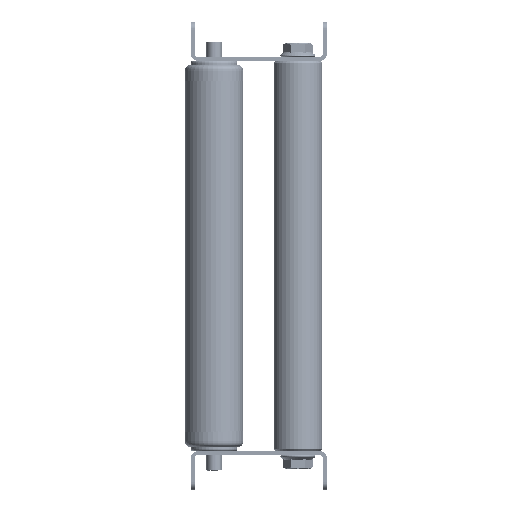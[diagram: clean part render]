
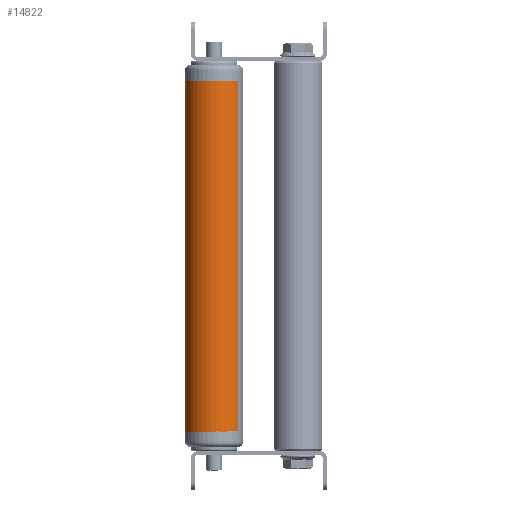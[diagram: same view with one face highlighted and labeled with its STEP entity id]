
A CAD part, left-side view. The second image highlights one B-rep face of the part: STEP entity #14822.
In plain terms, the highlighted cylindrical face has radius 15 mm (diameter 30 mm), a partial arc.
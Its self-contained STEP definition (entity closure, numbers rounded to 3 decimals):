
#1931 = DIRECTION ( 'NONE',  ( 1., 0., 0. ) ) ;
#2229 = DIRECTION ( 'NONE',  ( 1., 0., 0. ) ) ;
#2238 = VERTEX_POINT ( 'NONE', #21873 ) ;
#2607 = EDGE_CURVE ( 'NONE', #23080, #16036, #6372, .T. ) ;
#2835 = CYLINDRICAL_SURFACE ( 'NONE', #4986, 15. ) ;
#4035 = CARTESIAN_POINT ( 'NONE',  ( 180., 0., -15. ) ) ;
#4188 = LINE ( 'NONE', #4035, #24193 ) ;
#4518 = EDGE_CURVE ( 'NONE', #2238, #23080, #5948, .T. ) ;
#4986 = AXIS2_PLACEMENT_3D ( 'NONE', #28544, #14697, #7154 ) ;
#5157 = FACE_OUTER_BOUND ( 'NONE', #15644, .T. ) ;
#5948 = CIRCLE ( 'NONE', #24155, 15. ) ;
#6372 = LINE ( 'NONE', #18385, #19304 ) ;
#6411 = ORIENTED_EDGE ( 'NONE', *, *, #8829, .T. ) ;
#6703 = CARTESIAN_POINT ( 'NONE',  ( 0., 0., 0. ) ) ;
#6803 = DIRECTION ( 'NONE',  ( -1., 0., 0. ) ) ;
#7154 = DIRECTION ( 'NONE',  ( 0., 0., 1. ) ) ;
#7501 = CARTESIAN_POINT ( 'NONE',  ( 0., 0., -15. ) ) ;
#8368 = DIRECTION ( 'NONE',  ( -1., 0., 0. ) ) ;
#8829 = EDGE_CURVE ( 'NONE', #14375, #16036, #17184, .T. ) ;
#9924 = CARTESIAN_POINT ( 'NONE',  ( 0., 0., 15. ) ) ;
#10759 = EDGE_CURVE ( 'NONE', #2238, #14375, #4188, .T. ) ;
#14375 = VERTEX_POINT ( 'NONE', #7501 ) ;
#14697 = DIRECTION ( 'NONE',  ( -1., 0., 0. ) ) ;
#14822 = ADVANCED_FACE ( 'NONE', ( #5157 ), #2835, .T. ) ;
#15644 = EDGE_LOOP ( 'NONE', ( #29781, #21706, #6411, #15961 ) ) ;
#15961 = ORIENTED_EDGE ( 'NONE', *, *, #2607, .F. ) ;
#16036 = VERTEX_POINT ( 'NONE', #9924 ) ;
#17184 = CIRCLE ( 'NONE', #25532, 15. ) ;
#18385 = CARTESIAN_POINT ( 'NONE',  ( 180., 0., 15. ) ) ;
#19304 = VECTOR ( 'NONE', #8368, 1000. ) ;
#21039 = DIRECTION ( 'NONE',  ( 0., 0., -1. ) ) ;
#21706 = ORIENTED_EDGE ( 'NONE', *, *, #10759, .T. ) ;
#21873 = CARTESIAN_POINT ( 'NONE',  ( 180., 0., -15. ) ) ;
#23080 = VERTEX_POINT ( 'NONE', #23473 ) ;
#23193 = CARTESIAN_POINT ( 'NONE',  ( 180., 0., 0. ) ) ;
#23473 = CARTESIAN_POINT ( 'NONE',  ( 180., 0., 15. ) ) ;
#24155 = AXIS2_PLACEMENT_3D ( 'NONE', #23193, #2229, #21039 ) ;
#24193 = VECTOR ( 'NONE', #6803, 1000. ) ;
#25532 = AXIS2_PLACEMENT_3D ( 'NONE', #6703, #1931, #27931 ) ;
#27931 = DIRECTION ( 'NONE',  ( 0., 0., -1. ) ) ;
#28544 = CARTESIAN_POINT ( 'NONE',  ( 180., 0., 0. ) ) ;
#29781 = ORIENTED_EDGE ( 'NONE', *, *, #4518, .F. ) ;
